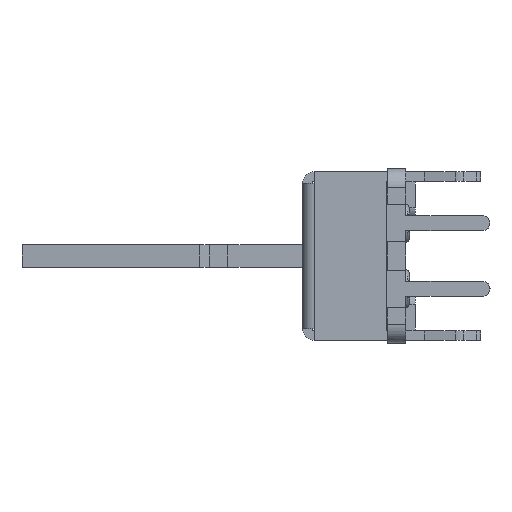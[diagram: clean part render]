
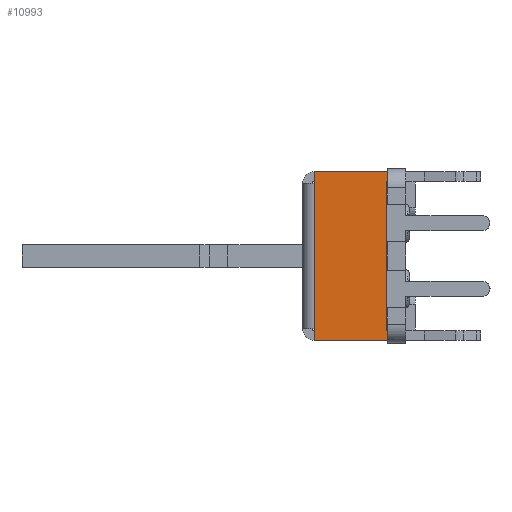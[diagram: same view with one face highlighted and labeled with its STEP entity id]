
A CAD part, left-side view. The second image highlights one B-rep face of the part: STEP entity #10993.
In plain terms, the highlighted planar face has unit normal (-1, 0, 0).
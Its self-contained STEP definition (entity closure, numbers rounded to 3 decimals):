
#1569=DIRECTION('',(0.,0.,1.));
#1570=VECTOR('',#1569,8.);
#1571=CARTESIAN_POINT('',(-30.,-3.275,-4.));
#1572=LINE('',#1571,#1570);
#3324=DIRECTION('',(0.,-1.,0.));
#3325=VECTOR('',#3324,0.025);
#3326=CARTESIAN_POINT('',(-30.,-3.275,-4.));
#3327=LINE('',#3326,#3325);
#3328=DIRECTION('',(0.,0.,-1.));
#3329=VECTOR('',#3328,0.5);
#3330=CARTESIAN_POINT('',(-30.,-3.3,-4.));
#3331=LINE('',#3330,#3329);
#3332=DIRECTION('',(0.,1.,0.));
#3333=VECTOR('',#3332,3.875);
#3334=CARTESIAN_POINT('',(-30.,-3.3,-4.5));
#3335=LINE('',#3334,#3333);
#3336=DIRECTION('',(0.,0.,1.));
#3337=VECTOR('',#3336,0.625);
#3338=CARTESIAN_POINT('',(-30.,0.575,-4.5));
#3339=LINE('',#3338,#3337);
#3340=DIRECTION('',(0.,-1.,0.));
#3341=VECTOR('',#3340,0.025);
#3342=CARTESIAN_POINT('',(-30.,0.6,
3.875));
#3343=LINE('',#3342,#3341);
#3344=DIRECTION('',(0.,0.,1.));
#3345=VECTOR('',#3344,0.625);
#3346=CARTESIAN_POINT('',(-30.,0.575,
3.875));
#3347=LINE('',#3346,#3345);
#3348=DIRECTION('',(0.,-1.,0.));
#3349=VECTOR('',#3348,3.875);
#3350=CARTESIAN_POINT('',(-30.,0.575,4.5));
#3351=LINE('',#3350,#3349);
#3352=DIRECTION('',(0.,0.,-1.));
#3353=VECTOR('',#3352,0.5);
#3354=CARTESIAN_POINT('',(-30.,-3.3,4.5));
#3355=LINE('',#3354,#3353);
#3356=DIRECTION('',(0.,1.,0.));
#3357=VECTOR('',#3356,0.025);
#3358=CARTESIAN_POINT('',(-30.,-3.3,4.));
#3359=LINE('',#3358,#3357);
#3378=DIRECTION('',(0.,-1.,0.));
#3379=VECTOR('',#3378,0.025);
#3380=CARTESIAN_POINT('',(-30.,0.6,
-3.875));
#3381=LINE('',#3380,#3379);
#3420=DIRECTION('',(0.,0.,-1.));
#3421=VECTOR('',#3420,7.75);
#3422=CARTESIAN_POINT('',(-30.,0.6,
3.875));
#3423=LINE('',#3422,#3421);
#5683=CARTESIAN_POINT('',(-30.,0.575,4.5));
#5684=CARTESIAN_POINT('',(-30.,-3.3,4.5));
#5685=VERTEX_POINT('',#5683);
#5686=VERTEX_POINT('',#5684);
#5691=CARTESIAN_POINT('',(-30.,-3.3,4.));
#5692=VERTEX_POINT('',#5691);
#5725=CARTESIAN_POINT('',(-30.,0.575,-4.5));
#5726=VERTEX_POINT('',#5725);
#5727=CARTESIAN_POINT('',(-30.,-3.3,-4.5));
#5728=VERTEX_POINT('',#5727);
#5729=CARTESIAN_POINT('',(-30.,-3.3,-4.));
#5730=VERTEX_POINT('',#5729);
#5737=CARTESIAN_POINT('',(-30.,0.6,-3.875));
#5738=VERTEX_POINT('',#5737);
#5745=CARTESIAN_POINT('',(-30.,0.6,
3.875));
#5746=CARTESIAN_POINT('',(-30.,0.575,
3.875));
#5747=VERTEX_POINT('',#5745);
#5748=VERTEX_POINT('',#5746);
#5749=CARTESIAN_POINT('',(-30.,0.575,
-3.875));
#5750=VERTEX_POINT('',#5749);
#6512=CARTESIAN_POINT('',(-30.,-3.275,-4.));
#6514=VERTEX_POINT('',#6512);
#6515=CARTESIAN_POINT('',(-30.,-3.275,4.));
#6517=VERTEX_POINT('',#6515);
#10971=CARTESIAN_POINT('',(-30.,-1.363,4.25));
#10972=DIRECTION('',(-1.,0.,0.));
#10973=DIRECTION('',(0.,0.,1.));
#10974=AXIS2_PLACEMENT_3D('',#10971,#10972,#10973);
#10975=PLANE('',#10974);
#10976=ORIENTED_EDGE('',*,*,#8092,.F.);
#10977=ORIENTED_EDGE('',*,*,#7517,.T.);
#10978=ORIENTED_EDGE('',*,*,#9577,.T.);
#10979=ORIENTED_EDGE('',*,*,#7695,.T.);
#10980=ORIENTED_EDGE('',*,*,#8542,.T.);
#10982=ORIENTED_EDGE('',*,*,#10981,.F.);
#10984=ORIENTED_EDGE('',*,*,#10983,.F.);
#10986=ORIENTED_EDGE('',*,*,#10985,.T.);
#10987=ORIENTED_EDGE('',*,*,#8599,.T.);
#10988=ORIENTED_EDGE('',*,*,#9137,.T.);
#10989=ORIENTED_EDGE('',*,*,#9591,.T.);
#10990=ORIENTED_EDGE('',*,*,#8911,.T.);
#10991=EDGE_LOOP('',(#10976,#10977,#10978,#10979,#10980,#10982,#10984,#10986,
#10987,#10988,#10989,#10990));
#10992=FACE_OUTER_BOUND('',#10991,.F.);
#10993=ADVANCED_FACE('',(#10992),#10975,.T.);
#7517=EDGE_CURVE('',#6514,#5730,#3327,.T.);
#7695=EDGE_CURVE('',#5728,#5726,#3335,.T.);
#8092=EDGE_CURVE('',#6514,#6517,#1572,.T.);
#8542=EDGE_CURVE('',#5726,#5750,#3339,.T.);
#8599=EDGE_CURVE('',#5748,#5685,#3347,.T.);
#8911=EDGE_CURVE('',#5692,#6517,#3359,.T.);
#9137=EDGE_CURVE('',#5685,#5686,#3351,.T.);
#9577=EDGE_CURVE('',#5730,#5728,#3331,.T.);
#9591=EDGE_CURVE('',#5686,#5692,#3355,.T.);
#10981=EDGE_CURVE('',#5738,#5750,#3381,.T.);
#10983=EDGE_CURVE('',#5747,#5738,#3423,.T.);
#10985=EDGE_CURVE('',#5747,#5748,#3343,.T.);
